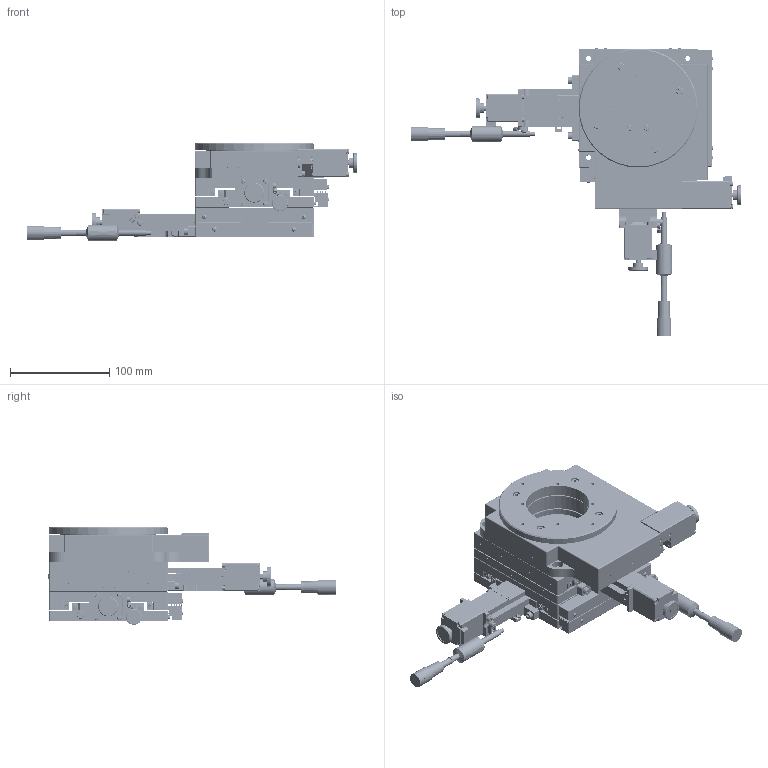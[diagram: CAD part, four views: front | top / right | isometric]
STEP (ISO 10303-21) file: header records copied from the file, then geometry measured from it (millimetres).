
FILE_DESCRIPTION (( 'STEP AP214' ), '1' );
FILE_NAME ('XY, xy 60 mm 360.STEP', '2023-11-08T16:29:27', ( '' ), ( '' ), 'SwSTEP 2.0', 'SolidWorks 2022', '' );
FILE_SCHEMA (( 'AUTOMOTIVE_DESIGN' ));
Length unit declared in the file: millimetre
Products named in the file (9): HPS120-60X-M5; HDS120YAW-M02-12001-S01^HDS-120YAW(2)_HDS-120YAW; HDS-120YAW; HPS120CE-M02-14001-S12^HPS120-60X-M5_STP(2)_HPS120-60X-M5; HPS120-60X-M5_STP(2)^HPS120-60X-M5; HDS120YAW-M02-12001-S02^HDS-120YAW(2)_HDS-120YAW; HDS-120YAW(2)^HDS-120YAW; XY, xy 60 mm  360; HPS120CE-M02-14001-S13^HPS120-60X-M5_STP(2)_HPS120-60X-M5
Assembly tree (9 placements, depth 4):
  XY, xy 60 mm  360
    HPS120-60X-M5  x2
      HPS120-60X-M5_STP(2)^HPS120-60X-M5
        HPS120CE-M02-14001-S13^HPS120-60X-M5_STP(2)_HPS120-60X-M5
        HPS120CE-M02-14001-S12^HPS120-60X-M5_STP(2)_HPS120-60X-M5
    HDS-120YAW
      HDS-120YAW(2)^HDS-120YAW
        HDS120YAW-M02-12001-S01^HDS-120YAW(2)_HDS-120YAW
        HDS120YAW-M02-12001-S02^HDS-120YAW(2)_HDS-120YAW
Bounding box: 333.4 x 289.59 x 98.6 mm (x, y, z)
Volume: 670082.4 mm3; surface area: 460771.4 mm2
Topology: 32 solids, 36 shells, 6719 faces, 17181 edges, 10911 vertices
Faces by surface type: plane 3308, cylinder 2109, cone 783, bspline 384, torus 71, sphere 64
Entity records: 145400 total; most frequent: CARTESIAN_POINT 37331, ORIENTED_EDGE 20482, DIRECTION 19707, EDGE_CURVE 10253, AXIS2_PLACEMENT_3D 7105, VERTEX_POINT 6597, VECTOR 5497, LINE 5497
